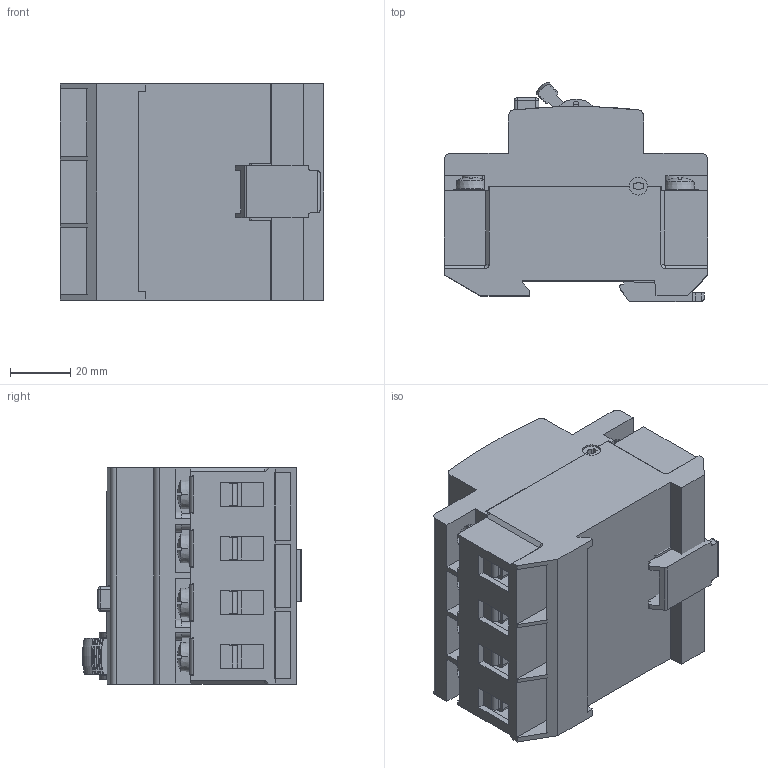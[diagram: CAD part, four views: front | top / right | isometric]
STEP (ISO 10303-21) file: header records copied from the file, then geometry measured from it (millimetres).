
FILE_DESCRIPTION((''),'2;1');
FILE_NAME('0000051373_ASM','2019-09-18T',('luka.skrinjar'),('Audax d.o.o.'),'CREO PARAMETRIC BY PTC INC, 2016050','CREO PARAMETRIC BY PTC INC, 2016050','');
FILE_SCHEMA(('AUTOMOTIVE_DESIGN { 1 0 10303 214 1 1 1 1 }'));
Length unit declared in the file: millimetre
Products named in the file (17): 0000051366; 0000051364; 0000051378; 0000000533; 0000000700; 0000000470; 0000051372_ASM; 0000051377; 0000051374_ASM; 0000059981; 0000000069; 0000014426; 0000058375; GUMB; GRED; ETI; 0000051373_ASM
Assembly tree (34 placements, depth 3):
  0000051373_ASM
    0000051366
    0000051364
    0000051372_ASM  x3
      0000051378
      0000000533
      0000000700
      0000000470
    0000051374_ASM
      0000051377
      0000000533
      0000000470
    0000059981  x4
    0000000069
    0000000470  x4
    0000000533  x4
    0000014426
    0000058375  x4
    GUMB
    GRED
    ETI
Bounding box: 87.5 x 72.86 x 71.8 mm (x, y, z)
Volume: 216120.3 mm3; surface area: 87416.3 mm2
Topology: 38 solids, 38 shells, 1803 faces, 5100 edges, 3338 vertices
Faces by surface type: plane 1146, cylinder 487, cone 64, extrusion 29, torus 29, sphere 28, bspline 20
Entity records: 39088 total; most frequent: CARTESIAN_POINT 6485, ORIENTED_EDGE 4998, DIRECTION 4678, PRESENTATION_STYLE_ASSIGNMENT 2619, STYLED_ITEM 2619, CURVE_STYLE 2499, EDGE_CURVE 2499, VECTOR 1762
